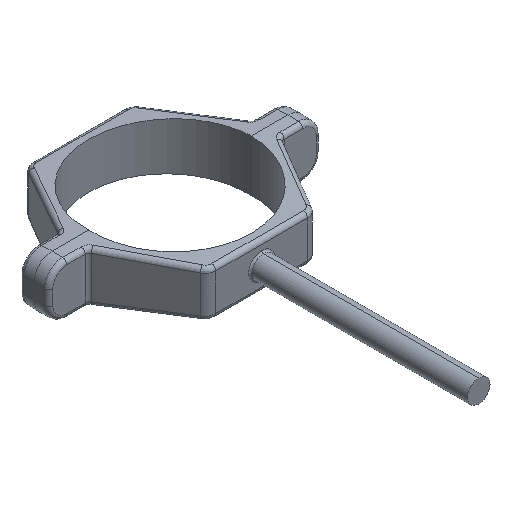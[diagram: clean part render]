
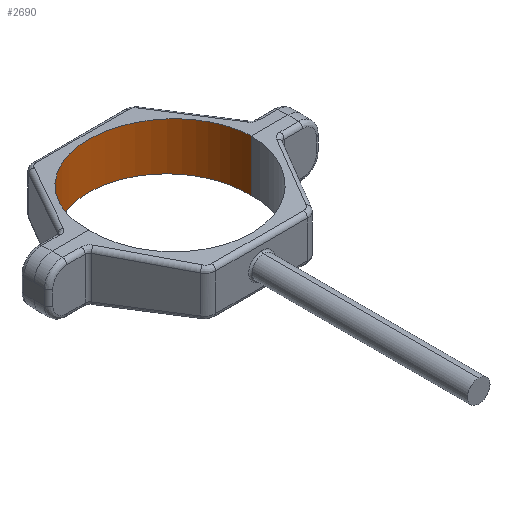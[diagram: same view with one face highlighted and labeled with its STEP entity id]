
A CAD part, isometric view. The second image highlights one B-rep face of the part: STEP entity #2690.
In plain terms, the highlighted cylindrical face has radius 57.15 mm (diameter 114.3 mm), a partial arc.
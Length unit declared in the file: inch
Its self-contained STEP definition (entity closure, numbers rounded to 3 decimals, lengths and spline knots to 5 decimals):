
#150 = CARTESIAN_POINT ( 'NONE',  ( -2.25, 4.5, 0.55644 ) ) ;
#207 = LINE ( 'NONE', #3066, #2705 ) ;
#239 = CARTESIAN_POINT ( 'NONE',  ( 2.25, 0., 0.71358 ) ) ;
#455 =( BOUNDED_CURVE ( )  B_SPLINE_CURVE ( 3, ( #3282, #3037, #3304, #1678 ),
 .UNSPECIFIED., .F., .T. ) 
 B_SPLINE_CURVE_WITH_KNOTS ( ( 4, 4 ),
 ( 4.71239, 7.85398 ),
 .UNSPECIFIED. ) 
 CURVE ( )  GEOMETRIC_REPRESENTATION_ITEM ( )  RATIONAL_B_SPLINE_CURVE ( ( 1., 0.333, 0.333, 1. ) ) 
 REPRESENTATION_ITEM ( '' )  );
#500 = DIRECTION ( 'NONE',  ( 1., 0., 0. ) ) ;
#512 =( BOUNDED_CURVE ( )  B_SPLINE_CURVE ( 3, ( #1771, #150, #1024, #2404 ),
 .UNSPECIFIED., .F., .T. ) 
 B_SPLINE_CURVE_WITH_KNOTS ( ( 4, 4 ),
 ( 1.5708, 4.71239 ),
 .UNSPECIFIED. ) 
 CURVE ( )  GEOMETRIC_REPRESENTATION_ITEM ( )  RATIONAL_B_SPLINE_CURVE ( ( 1., 0.333, 0.333, 1. ) ) 
 REPRESENTATION_ITEM ( '' )  );
#631 = DIRECTION ( 'NONE',  ( 0., 0., 1. ) ) ;
#694 = CARTESIAN_POINT ( 'NONE',  ( 2.25, 0., -0.71358 ) ) ;
#745 = ORIENTED_EDGE ( 'NONE', *, *, #2982, .F. ) ;
#827 = ORIENTED_EDGE ( 'NONE', *, *, #1615, .T. ) ;
#877 = VERTEX_POINT ( 'NONE', #3145 ) ;
#1024 = CARTESIAN_POINT ( 'NONE',  ( 2.25, 4.5, 0.55644 ) ) ;
#1221 = AXIS2_PLACEMENT_3D ( 'NONE', #2956, #2700, #500 ) ;
#1223 = ORIENTED_EDGE ( 'NONE', *, *, #3267, .T. ) ;
#1315 = CARTESIAN_POINT ( 'NONE',  ( 2.25, 0., -0.71358 ) ) ;
#1615 = EDGE_CURVE ( 'NONE', #3521, #2126, #3158, .T. ) ;
#1633 = CYLINDRICAL_SURFACE ( 'NONE', #1221, 2.25 ) ;
#1678 = CARTESIAN_POINT ( 'NONE',  ( 2.25, 0., -0.71358 ) ) ;
#1771 = CARTESIAN_POINT ( 'NONE',  ( -2.25, 0., 0.71358 ) ) ;
#1798 = FACE_OUTER_BOUND ( 'NONE', #2601, .T. ) ;
#1909 = ORIENTED_EDGE ( 'NONE', *, *, #3186, .F. ) ;
#1950 = VERTEX_POINT ( 'NONE', #2931 ) ;
#2117 = DIRECTION ( 'NONE',  ( 0., 0., 1. ) ) ;
#2126 = VERTEX_POINT ( 'NONE', #239 ) ;
#2404 = CARTESIAN_POINT ( 'NONE',  ( 2.25, 0., 0.71358 ) ) ;
#2432 = VECTOR ( 'NONE', #2117, 39.37008 ) ;
#2601 = EDGE_LOOP ( 'NONE', ( #745, #1223, #827, #1909 ) ) ;
#2690 = ADVANCED_FACE ( 'NONE', ( #1798 ), #1633, .F. ) ;
#2700 = DIRECTION ( 'NONE',  ( 0., 0., 1. ) ) ;
#2705 = VECTOR ( 'NONE', #631, 39.37008 ) ;
#2931 = CARTESIAN_POINT ( 'NONE',  ( -2.25, 0., -0.71358 ) ) ;
#2956 = CARTESIAN_POINT ( 'NONE',  ( 0., 0., -0.71358 ) ) ;
#2982 = EDGE_CURVE ( 'NONE', #1950, #877, #207, .T. ) ;
#3037 = CARTESIAN_POINT ( 'NONE',  ( -2.25, 4.5, -0.55644 ) ) ;
#3066 = CARTESIAN_POINT ( 'NONE',  ( -2.25, 0., -0.71358 ) ) ;
#3145 = CARTESIAN_POINT ( 'NONE',  ( -2.25, 0., 0.71358 ) ) ;
#3158 = LINE ( 'NONE', #1315, #2432 ) ;
#3186 = EDGE_CURVE ( 'NONE', #877, #2126, #512, .T. ) ;
#3267 = EDGE_CURVE ( 'NONE', #1950, #3521, #455, .T. ) ;
#3282 = CARTESIAN_POINT ( 'NONE',  ( -2.25, 0., -0.71358 ) ) ;
#3304 = CARTESIAN_POINT ( 'NONE',  ( 2.25, 4.5, -0.55644 ) ) ;
#3521 = VERTEX_POINT ( 'NONE', #694 ) ;
